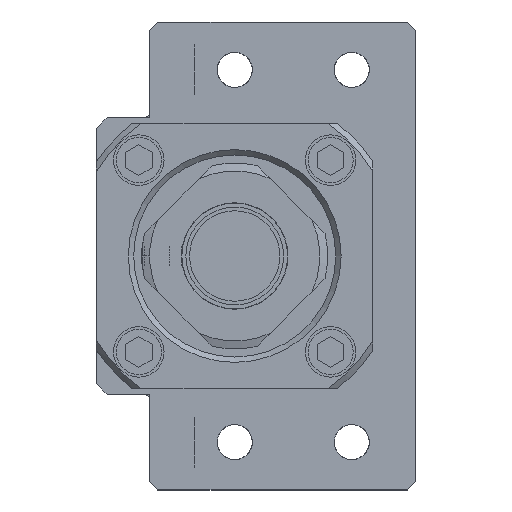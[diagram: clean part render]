
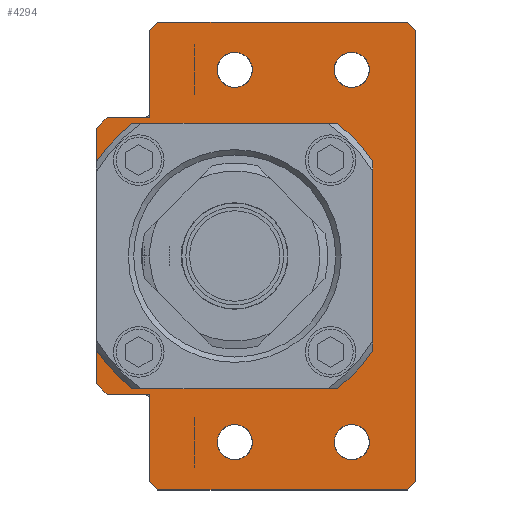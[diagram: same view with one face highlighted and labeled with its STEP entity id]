
A CAD part, left-side view. The second image highlights one B-rep face of the part: STEP entity #4294.
In plain terms, the highlighted face is planar.
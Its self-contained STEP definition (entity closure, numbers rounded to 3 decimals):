
#230=FACE_BOUND('',#814,.T.);
#231=FACE_BOUND('',#815,.T.);
#232=FACE_BOUND('',#816,.T.);
#233=FACE_BOUND('',#817,.T.);
#234=FACE_BOUND('',#818,.T.);
#363=PLANE('',#4718);
#531=FACE_OUTER_BOUND('',#813,.T.);
#813=EDGE_LOOP('',(#3326,#3327,#3328,#3329,#3330,#3331,#3332,#3333,#3334,
#3335,#3336,#3337,#3338,#3339));
#814=EDGE_LOOP('',(#3340));
#815=EDGE_LOOP('',(#3341));
#816=EDGE_LOOP('',(#3342));
#817=EDGE_LOOP('',(#3343));
#818=EDGE_LOOP('',(#3344,#3345,#3346,#3347,#3348,#3349,#3350,#3351));
#1065=LINE('',#6987,#1386);
#1129=LINE('',#7358,#1450);
#1132=LINE('',#7363,#1453);
#1134=LINE('',#7367,#1455);
#1136=LINE('',#7371,#1457);
#1138=LINE('',#7375,#1459);
#1140=LINE('',#7379,#1461);
#1142=LINE('',#7384,#1463);
#1145=LINE('',#7389,#1466);
#1147=LINE('',#7392,#1468);
#1148=LINE('',#7395,#1469);
#1150=LINE('',#7399,#1471);
#1152=LINE('',#7402,#1473);
#1153=LINE('',#7403,#1474);
#1154=LINE('',#7408,#1475);
#1155=LINE('',#7412,#1476);
#1156=LINE('',#7416,#1477);
#1157=LINE('',#7419,#1478);
#1386=VECTOR('',#5146,1000.);
#1450=VECTOR('',#5386,1000.);
#1453=VECTOR('',#5391,1000.);
#1455=VECTOR('',#5395,1000.);
#1457=VECTOR('',#5399,1000.);
#1459=VECTOR('',#5403,1000.);
#1461=VECTOR('',#5407,1000.);
#1463=VECTOR('',#5411,1000.);
#1466=VECTOR('',#5416,1000.);
#1468=VECTOR('',#5420,1000.);
#1469=VECTOR('',#5423,1000.);
#1471=VECTOR('',#5427,1000.);
#1473=VECTOR('',#5431,1000.);
#1474=VECTOR('',#5432,1000.);
#1475=VECTOR('',#5435,1000.);
#1476=VECTOR('',#5438,1000.);
#1477=VECTOR('',#5441,1000.);
#1478=VECTOR('',#5444,1000.);
#1701=CIRCLE('',#4601,3.3);
#1703=CIRCLE('',#4606,3.3);
#1705=CIRCLE('',#4611,3.3);
#1707=CIRCLE('',#4616,3.3);
#1762=CIRCLE('',#4719,30.5);
#1763=CIRCLE('',#4720,30.5);
#1764=CIRCLE('',#4721,30.5);
#1765=CIRCLE('',#4722,30.5);
#1891=VERTEX_POINT('',#6373);
#1905=VERTEX_POINT('',#6547);
#1919=VERTEX_POINT('',#6721);
#1933=VERTEX_POINT('',#6895);
#1941=VERTEX_POINT('',#6985);
#1942=VERTEX_POINT('',#6986);
#2044=VERTEX_POINT('',#7356);
#2045=VERTEX_POINT('',#7357);
#2046=VERTEX_POINT('',#7362);
#2047=VERTEX_POINT('',#7366);
#2048=VERTEX_POINT('',#7370);
#2049=VERTEX_POINT('',#7374);
#2050=VERTEX_POINT('',#7378);
#2051=VERTEX_POINT('',#7382);
#2052=VERTEX_POINT('',#7383);
#2053=VERTEX_POINT('',#7388);
#2054=VERTEX_POINT('',#7394);
#2055=VERTEX_POINT('',#7398);
#2056=VERTEX_POINT('',#7404);
#2057=VERTEX_POINT('',#7405);
#2058=VERTEX_POINT('',#7407);
#2059=VERTEX_POINT('',#7409);
#2060=VERTEX_POINT('',#7411);
#2061=VERTEX_POINT('',#7413);
#2062=VERTEX_POINT('',#7415);
#2063=VERTEX_POINT('',#7417);
#2315=EDGE_CURVE('',#1891,#1891,#1701,.T.);
#2332=EDGE_CURVE('',#1905,#1905,#1703,.T.);
#2349=EDGE_CURVE('',#1919,#1919,#1705,.T.);
#2366=EDGE_CURVE('',#1933,#1933,#1707,.T.);
#2376=EDGE_CURVE('',#1941,#1942,#1065,.T.);
#2519=EDGE_CURVE('',#2044,#2045,#1129,.T.);
#2522=EDGE_CURVE('',#2045,#2046,#1132,.T.);
#2524=EDGE_CURVE('',#2046,#2047,#1134,.T.);
#2526=EDGE_CURVE('',#2047,#2048,#1136,.T.);
#2528=EDGE_CURVE('',#2048,#2049,#1138,.T.);
#2530=EDGE_CURVE('',#2049,#2050,#1140,.T.);
#2532=EDGE_CURVE('',#2051,#2052,#1142,.T.);
#2535=EDGE_CURVE('',#2052,#2053,#1145,.T.);
#2537=EDGE_CURVE('',#2053,#2044,#1147,.T.);
#2538=EDGE_CURVE('',#2050,#2054,#1148,.T.);
#2540=EDGE_CURVE('',#2055,#2051,#1150,.T.);
#2542=EDGE_CURVE('',#1941,#2055,#1152,.T.);
#2543=EDGE_CURVE('',#2054,#1942,#1153,.T.);
#2544=EDGE_CURVE('',#2056,#2057,#1762,.T.);
#2545=EDGE_CURVE('',#2058,#2057,#1154,.T.);
#2546=EDGE_CURVE('',#2058,#2059,#1763,.T.);
#2547=EDGE_CURVE('',#2060,#2059,#1155,.T.);
#2548=EDGE_CURVE('',#2060,#2061,#1764,.T.);
#2549=EDGE_CURVE('',#2062,#2061,#1156,.T.);
#2550=EDGE_CURVE('',#2062,#2063,#1765,.T.);
#2551=EDGE_CURVE('',#2056,#2063,#1157,.T.);
#3326=ORIENTED_EDGE('',*,*,#2542,.T.);
#3327=ORIENTED_EDGE('',*,*,#2540,.T.);
#3328=ORIENTED_EDGE('',*,*,#2532,.T.);
#3329=ORIENTED_EDGE('',*,*,#2535,.T.);
#3330=ORIENTED_EDGE('',*,*,#2537,.T.);
#3331=ORIENTED_EDGE('',*,*,#2519,.T.);
#3332=ORIENTED_EDGE('',*,*,#2522,.T.);
#3333=ORIENTED_EDGE('',*,*,#2524,.T.);
#3334=ORIENTED_EDGE('',*,*,#2526,.T.);
#3335=ORIENTED_EDGE('',*,*,#2528,.T.);
#3336=ORIENTED_EDGE('',*,*,#2530,.T.);
#3337=ORIENTED_EDGE('',*,*,#2538,.T.);
#3338=ORIENTED_EDGE('',*,*,#2543,.T.);
#3339=ORIENTED_EDGE('',*,*,#2376,.F.);
#3340=ORIENTED_EDGE('',*,*,#2315,.T.);
#3341=ORIENTED_EDGE('',*,*,#2332,.T.);
#3342=ORIENTED_EDGE('',*,*,#2349,.T.);
#3343=ORIENTED_EDGE('',*,*,#2366,.T.);
#3344=ORIENTED_EDGE('',*,*,#2544,.T.);
#3345=ORIENTED_EDGE('',*,*,#2545,.F.);
#3346=ORIENTED_EDGE('',*,*,#2546,.T.);
#3347=ORIENTED_EDGE('',*,*,#2547,.F.);
#3348=ORIENTED_EDGE('',*,*,#2548,.T.);
#3349=ORIENTED_EDGE('',*,*,#2549,.F.);
#3350=ORIENTED_EDGE('',*,*,#2550,.T.);
#3351=ORIENTED_EDGE('',*,*,#2551,.F.);
#4294=ADVANCED_FACE('',(#531,#230,#231,#232,#233,#234),#363,.T.);
#4601=AXIS2_PLACEMENT_3D('',#6374,#5097,#5098);
#4606=AXIS2_PLACEMENT_3D('',#6548,#5110,#5111);
#4611=AXIS2_PLACEMENT_3D('',#6722,#5123,#5124);
#4616=AXIS2_PLACEMENT_3D('',#6896,#5136,#5137);
#4718=AXIS2_PLACEMENT_3D('',#7401,#5429,#5430);
#4719=AXIS2_PLACEMENT_3D('',#7406,#5433,#5434);
#4720=AXIS2_PLACEMENT_3D('',#7410,#5436,#5437);
#4721=AXIS2_PLACEMENT_3D('',#7414,#5439,#5440);
#4722=AXIS2_PLACEMENT_3D('',#7418,#5442,#5443);
#5097=DIRECTION('center_axis',(0.,0.,-1.));
#5098=DIRECTION('ref_axis',(1.,0.,0.));
#5110=DIRECTION('center_axis',(0.,0.,-1.));
#5111=DIRECTION('ref_axis',(1.,0.,0.));
#5123=DIRECTION('center_axis',(0.,0.,-1.));
#5124=DIRECTION('ref_axis',(1.,0.,0.));
#5136=DIRECTION('center_axis',(0.,0.,-1.));
#5137=DIRECTION('ref_axis',(1.,0.,0.));
#5146=DIRECTION('',(1.,0.,0.));
#5386=DIRECTION('',(0.707,-0.707,0.));
#5391=DIRECTION('',(1.,0.,0.));
#5395=DIRECTION('',(0.707,0.707,0.));
#5399=DIRECTION('',(0.,1.,0.));
#5403=DIRECTION('',(-0.707,0.707,0.));
#5407=DIRECTION('',(-1.,0.,0.));
#5411=DIRECTION('',(-1.,0.,0.));
#5416=DIRECTION('',(-0.707,-0.707,0.));
#5420=DIRECTION('',(0.,-1.,0.));
#5423=DIRECTION('',(0.,1.,0.));
#5427=DIRECTION('',(0.,-1.,0.));
#5429=DIRECTION('center_axis',(0.,0.,1.));
#5430=DIRECTION('ref_axis',(1.,0.,0.));
#5431=DIRECTION('',(-0.707,-0.707,0.));
#5432=DIRECTION('',(-0.707,0.707,0.));
#5433=DIRECTION('center_axis',(0.,0.,-1.));
#5434=DIRECTION('ref_axis',(-1.,0.,0.));
#5435=DIRECTION('',(-1.,0.,0.));
#5436=DIRECTION('center_axis',(0.,0.,-1.));
#5437=DIRECTION('ref_axis',(-1.,0.,0.));
#5438=DIRECTION('',(0.,1.,0.));
#5439=DIRECTION('center_axis',(0.,0.,-1.));
#5440=DIRECTION('ref_axis',(-1.,0.,0.));
#5441=DIRECTION('',(1.,0.,0.));
#5442=DIRECTION('center_axis',(0.,0.,-1.));
#5443=DIRECTION('ref_axis',(-1.,0.,0.));
#5444=DIRECTION('',(0.,-1.,0.));
#6373=CARTESIAN_POINT('',(-38.3,0.,0.));
#6374=CARTESIAN_POINT('Origin',(-35.,0.,0.));
#6547=CARTESIAN_POINT('',(31.7,0.,0.));
#6548=CARTESIAN_POINT('Origin',(35.,0.,0.));
#6721=CARTESIAN_POINT('',(-38.3,-22.,0.));
#6722=CARTESIAN_POINT('Origin',(-35.,-22.,0.));
#6895=CARTESIAN_POINT('',(31.7,-22.,0.));
#6896=CARTESIAN_POINT('Origin',(35.,-22.,0.));
#6985=CARTESIAN_POINT('',(-24.,26.,0.));
#6986=CARTESIAN_POINT('',(24.,26.,0.));
#6987=CARTESIAN_POINT('',(24.,26.,0.));
#7356=CARTESIAN_POINT('',(-44.,-32.44,0.));
#7357=CARTESIAN_POINT('',(-42.44,-34.,0.));
#7358=CARTESIAN_POINT('',(-44.,-32.44,0.));
#7362=CARTESIAN_POINT('',(42.44,-34.,0.));
#7363=CARTESIAN_POINT('',(-42.44,-34.,0.));
#7366=CARTESIAN_POINT('',(44.,-32.44,0.));
#7367=CARTESIAN_POINT('',(42.44,-34.,0.));
#7370=CARTESIAN_POINT('',(44.,14.44,0.));
#7371=CARTESIAN_POINT('',(44.,-32.44,0.));
#7374=CARTESIAN_POINT('',(42.44,16.,0.));
#7375=CARTESIAN_POINT('',(44.,14.44,0.));
#7378=CARTESIAN_POINT('',(26.,16.,0.));
#7379=CARTESIAN_POINT('',(42.44,16.,0.));
#7382=CARTESIAN_POINT('',(-26.,16.,0.));
#7383=CARTESIAN_POINT('',(-42.44,16.,0.));
#7384=CARTESIAN_POINT('',(-26.,16.,0.));
#7388=CARTESIAN_POINT('',(-44.,14.44,0.));
#7389=CARTESIAN_POINT('',(-42.44,16.,0.));
#7392=CARTESIAN_POINT('',(-44.,14.44,0.));
#7394=CARTESIAN_POINT('',(26.,24.,0.));
#7395=CARTESIAN_POINT('',(26.,16.,0.));
#7398=CARTESIAN_POINT('',(-26.,24.,0.));
#7399=CARTESIAN_POINT('',(-26.,24.,0.));
#7401=CARTESIAN_POINT('Origin',(0.,0.,0.));
#7402=CARTESIAN_POINT('',(-24.,26.,0.));
#7403=CARTESIAN_POINT('',(26.,24.,0.));
#7404=CARTESIAN_POINT('',(-24.98,17.5,0.));
#7405=CARTESIAN_POINT('',(-15.978,25.98,0.));
#7406=CARTESIAN_POINT('Origin',(0.,0.,0.));
#7407=CARTESIAN_POINT('',(15.978,25.98,0.));
#7408=CARTESIAN_POINT('',(24.98,25.98,0.));
#7409=CARTESIAN_POINT('',(24.98,17.5,0.));
#7410=CARTESIAN_POINT('Origin',(0.,0.,0.));
#7411=CARTESIAN_POINT('',(24.98,-17.5,0.));
#7412=CARTESIAN_POINT('',(24.98,-25.98,0.));
#7413=CARTESIAN_POINT('',(15.978,-25.98,0.));
#7414=CARTESIAN_POINT('Origin',(0.,0.,0.));
#7415=CARTESIAN_POINT('',(-15.978,-25.98,0.));
#7416=CARTESIAN_POINT('',(-24.98,-25.98,0.));
#7417=CARTESIAN_POINT('',(-24.98,-17.5,0.));
#7418=CARTESIAN_POINT('Origin',(0.,0.,0.));
#7419=CARTESIAN_POINT('',(-24.98,25.98,0.));
